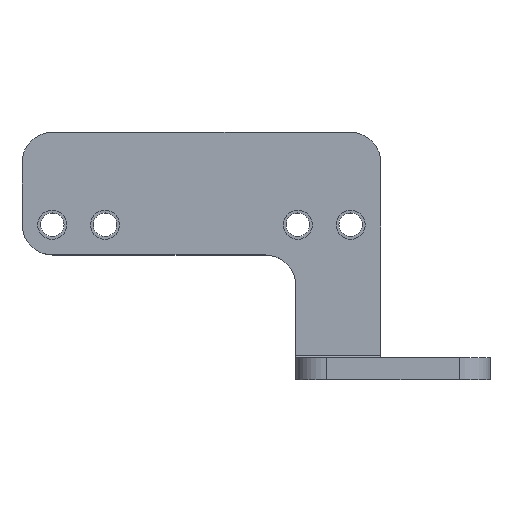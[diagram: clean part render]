
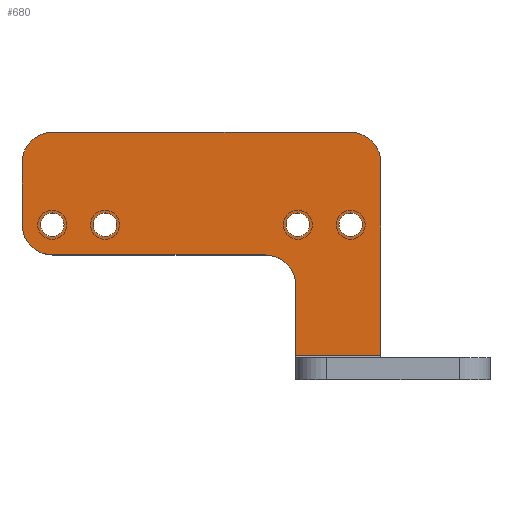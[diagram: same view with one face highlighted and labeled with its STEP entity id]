
A CAD part, top view. The second image highlights one B-rep face of the part: STEP entity #680.
In plain terms, the highlighted planar face has unit normal (0, 0, 1).
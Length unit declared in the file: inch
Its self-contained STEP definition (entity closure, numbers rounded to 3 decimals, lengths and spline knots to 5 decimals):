
#28=CARTESIAN_POINT('',(-0.52,0.38329,-0.01));
#29=DIRECTION('',(0.,0.,-1.));
#30=DIRECTION('',(0.,1.,0.));
#31=AXIS2_PLACEMENT_3D('',#28,#29,#30);
#93=CARTESIAN_POINT('',(-1.387,0.63129,-0.01));
#94=DIRECTION('',(0.,0.,1.));
#95=DIRECTION('',(0.,1.,0.));
#96=AXIS2_PLACEMENT_3D('',#93,#94,#95);
#98=CARTESIAN_POINT('',(-1.387,0.63129,-0.01));
#99=DIRECTION('',(0.,0.,1.));
#100=DIRECTION('',(0.,-1.,0.));
#101=AXIS2_PLACEMENT_3D('',#98,#99,#100);
#103=CARTESIAN_POINT('',(-0.387,0.63129,-0.01));
#104=DIRECTION('',(0.,0.,1.));
#105=DIRECTION('',(0.,1.,0.));
#106=AXIS2_PLACEMENT_3D('',#103,#104,#105);
#108=CARTESIAN_POINT('',(-0.387,0.63129,-0.01));
#109=DIRECTION('',(0.,0.,1.));
#110=DIRECTION('',(0.,-1.,0.));
#111=AXIS2_PLACEMENT_3D('',#108,#109,#110);
#113=CARTESIAN_POINT('',(-0.172,0.63129,-0.01));
#114=DIRECTION('',(0.,0.,1.));
#115=DIRECTION('',(1.,0.,0.));
#116=AXIS2_PLACEMENT_3D('',#113,#114,#115);
#118=CARTESIAN_POINT('',(-0.172,0.63129,-0.01));
#119=DIRECTION('',(0.,0.,1.));
#120=DIRECTION('',(-1.,0.,0.));
#121=AXIS2_PLACEMENT_3D('',#118,#119,#120);
#123=CARTESIAN_POINT('',(-1.172,0.63129,-0.01));
#124=DIRECTION('',(0.,0.,1.));
#125=DIRECTION('',(1.,0.,0.));
#126=AXIS2_PLACEMENT_3D('',#123,#124,#125);
#128=CARTESIAN_POINT('',(-1.172,0.63129,-0.01));
#129=DIRECTION('',(0.,0.,1.));
#130=DIRECTION('',(-1.,0.,0.));
#131=AXIS2_PLACEMENT_3D('',#128,#129,#130);
#133=DIRECTION('',(0.,-1.,0.));
#134=VECTOR('',#133,0.28329);
#135=CARTESIAN_POINT('',(-0.395,0.38329,-0.01));
#136=LINE('',#135,#134);
#137=DIRECTION('',(-1.,0.,0.));
#138=VECTOR('',#137,0.865);
#139=CARTESIAN_POINT('',(-0.52,0.50829,-0.01));
#140=LINE('',#139,#138);
#141=DIRECTION('',(0.,1.,0.));
#142=VECTOR('',#141,0.78329);
#143=CARTESIAN_POINT('',(-0.049,0.1,-0.01));
#144=LINE('',#143,#142);
#145=DIRECTION('',(1.,0.,0.));
#146=VECTOR('',#145,0.346);
#147=CARTESIAN_POINT('',(-0.395,0.1,-0.01));
#148=LINE('',#147,#146);
#185=CARTESIAN_POINT('',(-1.385,0.63329,-0.01));
#186=DIRECTION('',(0.,0.,1.));
#187=DIRECTION('',(-1.,0.,0.));
#188=AXIS2_PLACEMENT_3D('',#185,#186,#187);
#199=DIRECTION('',(0.,1.,0.));
#200=VECTOR('',#199,0.25);
#201=CARTESIAN_POINT('',(-1.51,0.63329,-0.01));
#202=LINE('',#201,#200);
#220=CARTESIAN_POINT('',(-1.385,0.88329,-0.01));
#221=DIRECTION('',(0.,0.,1.));
#222=DIRECTION('',(0.,1.,0.));
#223=AXIS2_PLACEMENT_3D('',#220,#221,#222);
#225=DIRECTION('',(-1.,0.,0.));
#226=VECTOR('',#225,1.211);
#227=CARTESIAN_POINT('',(-0.174,1.00829,-0.01));
#228=LINE('',#227,#226);
#242=CARTESIAN_POINT('',(-0.174,0.88329,-0.01));
#243=DIRECTION('',(0.,0.,1.));
#244=DIRECTION('',(1.,0.,0.));
#245=AXIS2_PLACEMENT_3D('',#242,#243,#244);
#424=CARTESIAN_POINT('',(-0.395,0.1,-0.01));
#425=CARTESIAN_POINT('',(-0.049,0.1,-0.01));
#426=VERTEX_POINT('',#424);
#427=VERTEX_POINT('',#425);
#440=CARTESIAN_POINT('',(-1.387,0.67929,-0.01));
#441=CARTESIAN_POINT('',(-1.387,0.58329,-0.01));
#442=VERTEX_POINT('',#440);
#443=VERTEX_POINT('',#441);
#444=CARTESIAN_POINT('',(-0.387,0.67929,-0.01));
#445=CARTESIAN_POINT('',(-0.387,0.58329,-0.01));
#446=VERTEX_POINT('',#444);
#447=VERTEX_POINT('',#445);
#480=CARTESIAN_POINT('',(-0.174,1.00829,-0.01));
#482=VERTEX_POINT('',#480);
#486=CARTESIAN_POINT('',(-0.049,0.88329,-0.01));
#487=VERTEX_POINT('',#486);
#488=CARTESIAN_POINT('',(-1.51,0.88329,-0.01));
#490=VERTEX_POINT('',#488);
#494=CARTESIAN_POINT('',(-1.385,1.00829,-0.01));
#495=VERTEX_POINT('',#494);
#497=CARTESIAN_POINT('',(-1.51,0.63329,-0.01));
#499=VERTEX_POINT('',#497);
#500=CARTESIAN_POINT('',(-1.385,0.50829,-0.01));
#501=VERTEX_POINT('',#500);
#504=CARTESIAN_POINT('',(-0.124,0.63129,-0.01));
#505=CARTESIAN_POINT('',(-0.22,0.63129,-0.01));
#506=VERTEX_POINT('',#504);
#507=VERTEX_POINT('',#505);
#508=CARTESIAN_POINT('',(-1.124,0.63129,-0.01));
#509=CARTESIAN_POINT('',(-1.22,0.63129,-0.01));
#510=VERTEX_POINT('',#508);
#511=VERTEX_POINT('',#509);
#521=CARTESIAN_POINT('',(-0.395,0.38329,-0.01));
#523=VERTEX_POINT('',#521);
#525=CARTESIAN_POINT('',(-0.52,0.50829,-0.01));
#527=VERTEX_POINT('',#525);
#632=CARTESIAN_POINT('',(-0.395,0.08429,-0.01));
#633=DIRECTION('',(0.,0.,1.));
#634=DIRECTION('',(0.,1.,0.));
#635=AXIS2_PLACEMENT_3D('',#632,#633,#634);
#636=PLANE('',#635);
#637=ORIENTED_EDGE('',*,*,#535,.F.);
#638=ORIENTED_EDGE('',*,*,#562,.F.);
#640=ORIENTED_EDGE('',*,*,#639,.T.);
#642=ORIENTED_EDGE('',*,*,#641,.F.);
#644=ORIENTED_EDGE('',*,*,#643,.T.);
#646=ORIENTED_EDGE('',*,*,#645,.F.);
#648=ORIENTED_EDGE('',*,*,#647,.F.);
#650=ORIENTED_EDGE('',*,*,#649,.F.);
#652=ORIENTED_EDGE('',*,*,#651,.F.);
#654=ORIENTED_EDGE('',*,*,#653,.F.);
#655=EDGE_LOOP('',(#637,#638,#640,#642,#644,#646,#648,#650,#652,#654));
#656=FACE_OUTER_BOUND('',#655,.F.);
#658=ORIENTED_EDGE('',*,*,#657,.T.);
#660=ORIENTED_EDGE('',*,*,#659,.T.);
#661=EDGE_LOOP('',(#658,#660));
#662=FACE_BOUND('',#661,.F.);
#664=ORIENTED_EDGE('',*,*,#663,.T.);
#666=ORIENTED_EDGE('',*,*,#665,.T.);
#667=EDGE_LOOP('',(#664,#666));
#668=FACE_BOUND('',#667,.F.);
#670=ORIENTED_EDGE('',*,*,#669,.T.);
#672=ORIENTED_EDGE('',*,*,#671,.T.);
#673=EDGE_LOOP('',(#670,#672));
#674=FACE_BOUND('',#673,.F.);
#675=ORIENTED_EDGE('',*,*,#622,.T.);
#677=ORIENTED_EDGE('',*,*,#676,.T.);
#678=EDGE_LOOP('',(#675,#677));
#679=FACE_BOUND('',#678,.F.);
#680=ADVANCED_FACE('',(#656,#662,#668,#674,#679),#636,.T.);
#32=CIRCLE('',#31,0.125);
#97=CIRCLE('',#96,0.048);
#102=CIRCLE('',#101,0.048);
#107=CIRCLE('',#106,0.048);
#112=CIRCLE('',#111,0.048);
#117=CIRCLE('',#116,0.048);
#122=CIRCLE('',#121,0.048);
#127=CIRCLE('',#126,0.048);
#132=CIRCLE('',#131,0.048);
#189=CIRCLE('',#188,0.125);
#224=CIRCLE('',#223,0.125);
#246=CIRCLE('',#245,0.125);
#535=EDGE_CURVE('',#523,#426,#136,.T.);
#562=EDGE_CURVE('',#527,#523,#32,.T.);
#622=EDGE_CURVE('',#442,#443,#97,.T.);
#639=EDGE_CURVE('',#527,#501,#140,.T.);
#641=EDGE_CURVE('',#499,#501,#189,.T.);
#643=EDGE_CURVE('',#499,#490,#202,.T.);
#645=EDGE_CURVE('',#495,#490,#224,.T.);
#647=EDGE_CURVE('',#482,#495,#228,.T.);
#649=EDGE_CURVE('',#487,#482,#246,.T.);
#651=EDGE_CURVE('',#427,#487,#144,.T.);
#653=EDGE_CURVE('',#426,#427,#148,.T.);
#657=EDGE_CURVE('',#446,#447,#107,.T.);
#659=EDGE_CURVE('',#447,#446,#112,.T.);
#663=EDGE_CURVE('',#506,#507,#117,.T.);
#665=EDGE_CURVE('',#507,#506,#122,.T.);
#669=EDGE_CURVE('',#510,#511,#127,.T.);
#671=EDGE_CURVE('',#511,#510,#132,.T.);
#676=EDGE_CURVE('',#443,#442,#102,.T.);
